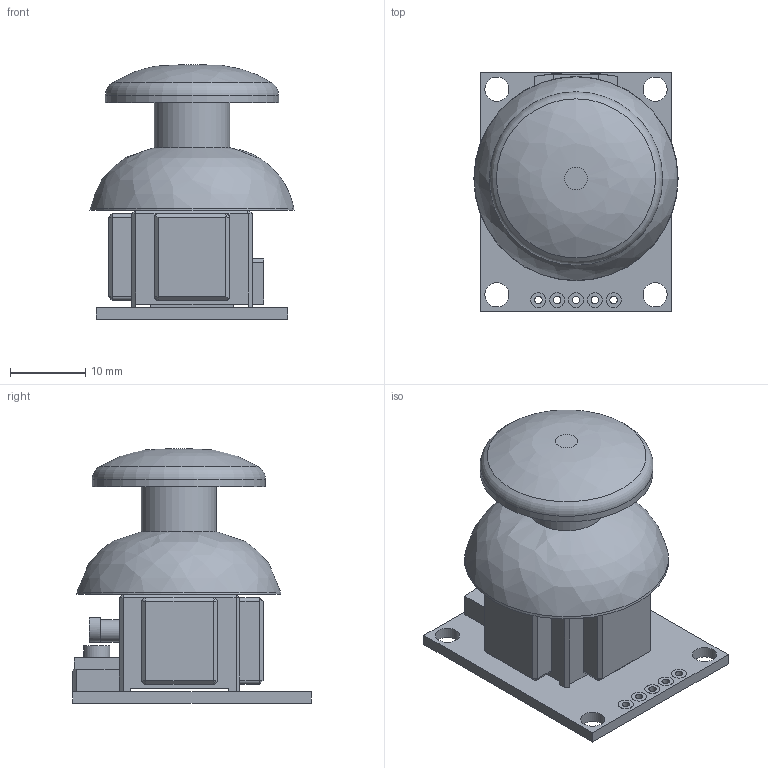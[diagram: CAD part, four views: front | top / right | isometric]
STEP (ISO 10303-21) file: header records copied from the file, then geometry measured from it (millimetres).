
FILE_DESCRIPTION( ( 'Unknown' ), '1' );
FILE_NAME( 'joystick.stp', 'Unknown', ( 'Unknown' ), ( 'Unknown' ), 'PSStep 15.0.49', 'Unknown', ' ' );
FILE_SCHEMA( ( 'AUTOMOTIVE_DESIGN { 1 0 10303 214 1 1 1 1 }' ) );
Length unit declared in the file: millimetre
Products named in the file (2): 1; 2
Bounding box: 27.11 x 31.7 x 33.75 mm (x, y, z)
Volume: 8514.3 mm3; surface area: 6635.7 mm2
Topology: 2 solids, 2 shells, 134 faces, 319 edges, 193 vertices
Faces by surface type: plane 90, cylinder 32, cone 8, bspline 3, torus 1
Full cylindrical faces by diameter (mm): 1 x5, 2 x5, 3 x2, 3.2 x4, 3.228 x1, 3.5 x1, 6 x1, 10 x1, 12 x1, 23 x1
Entity records: 4835 total; most frequent: CARTESIAN_POINT 695, DIRECTION 626, ORIENTED_EDGE 570, EDGE_CURVE 285, LINE 210, VECTOR 210, AXIS2_PLACEMENT_3D 208, EDGE_LOOP 198
